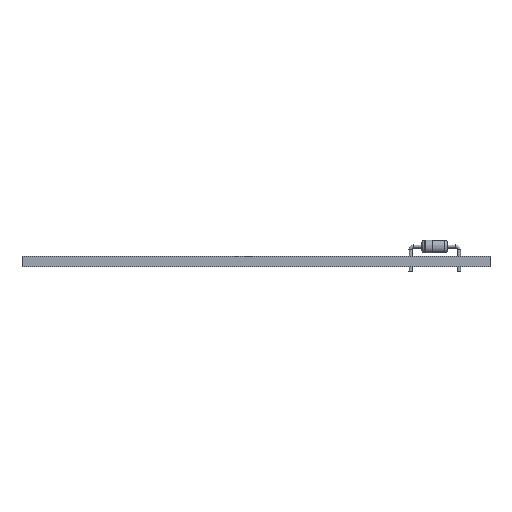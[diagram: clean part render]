
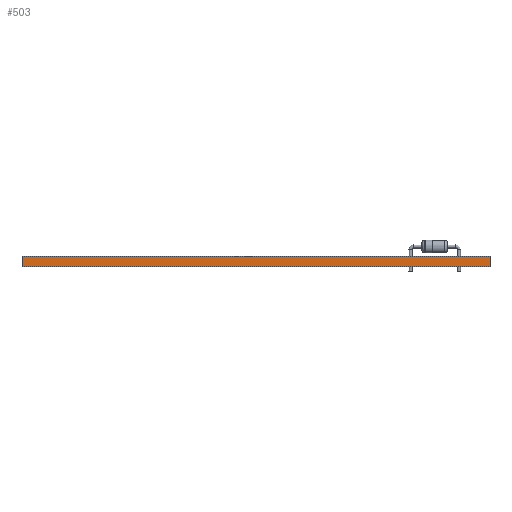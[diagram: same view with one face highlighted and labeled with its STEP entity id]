
A CAD part, front view. The second image highlights one B-rep face of the part: STEP entity #503.
In plain terms, the highlighted planar face has unit normal (0, -1, 0).
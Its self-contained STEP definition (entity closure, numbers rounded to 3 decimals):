
#503 = ADVANCED_FACE('',(#504),#538,.T.);
#504 = FACE_BOUND('',#505,.T.);
#505 = EDGE_LOOP('',(#506,#516,#524,#532));
#506 = ORIENTED_EDGE('',*,*,#507,.T.);
#507 = EDGE_CURVE('',#508,#510,#512,.T.);
#508 = VERTEX_POINT('',#509);
#509 = CARTESIAN_POINT('',(172.5,-122.,0.));
#510 = VERTEX_POINT('',#511);
#511 = CARTESIAN_POINT('',(172.5,-122.,1.6));
#512 = LINE('',#513,#514);
#513 = CARTESIAN_POINT('',(172.5,-122.,0.));
#514 = VECTOR('',#515,1.);
#515 = DIRECTION('',(0.,0.,1.));
#516 = ORIENTED_EDGE('',*,*,#517,.T.);
#517 = EDGE_CURVE('',#510,#518,#520,.T.);
#518 = VERTEX_POINT('',#519);
#519 = CARTESIAN_POINT('',(99.,-122.,1.6));
#520 = LINE('',#521,#522);
#521 = CARTESIAN_POINT('',(172.5,-122.,1.6));
#522 = VECTOR('',#523,1.);
#523 = DIRECTION('',(-1.,0.,0.));
#524 = ORIENTED_EDGE('',*,*,#525,.F.);
#525 = EDGE_CURVE('',#526,#518,#528,.T.);
#526 = VERTEX_POINT('',#527);
#527 = CARTESIAN_POINT('',(99.,-122.,0.));
#528 = LINE('',#529,#530);
#529 = CARTESIAN_POINT('',(99.,-122.,0.));
#530 = VECTOR('',#531,1.);
#531 = DIRECTION('',(0.,0.,1.));
#532 = ORIENTED_EDGE('',*,*,#533,.F.);
#533 = EDGE_CURVE('',#508,#526,#534,.T.);
#534 = LINE('',#535,#536);
#535 = CARTESIAN_POINT('',(172.5,-122.,0.));
#536 = VECTOR('',#537,1.);
#537 = DIRECTION('',(-1.,0.,0.));
#538 = PLANE('',#539);
#539 = AXIS2_PLACEMENT_3D('',#540,#541,#542);
#540 = CARTESIAN_POINT('',(172.5,-122.,0.));
#541 = DIRECTION('',(0.,-1.,0.));
#542 = DIRECTION('',(-1.,0.,0.));
